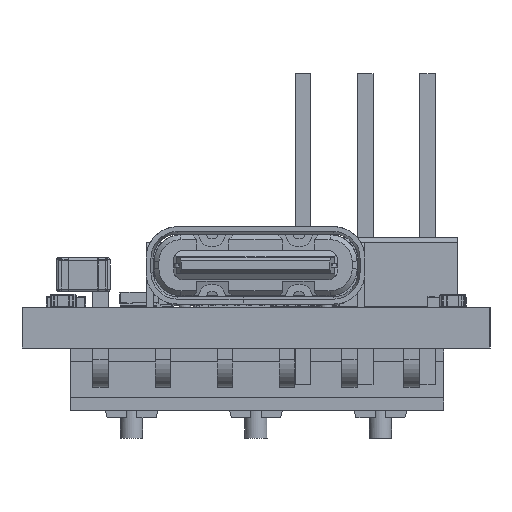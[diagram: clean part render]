
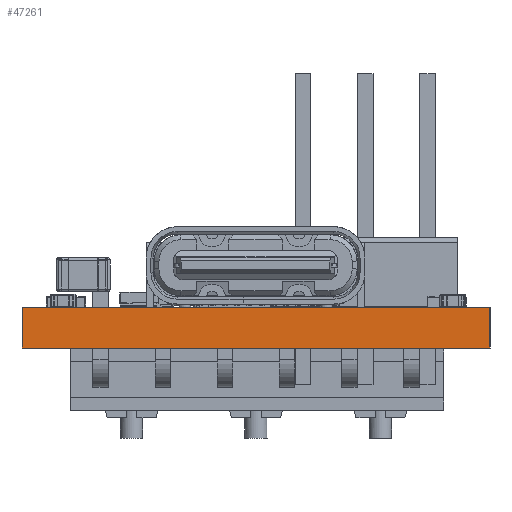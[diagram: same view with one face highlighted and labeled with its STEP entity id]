
A CAD part, left-side view. The second image highlights one B-rep face of the part: STEP entity #47261.
In plain terms, the highlighted planar face has unit normal (-1, 0, 0).
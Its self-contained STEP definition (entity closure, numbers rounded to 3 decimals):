
#4883=FACE_OUTER_BOUND('',#7415,.T.);
#7415=EDGE_LOOP('',(#42862,#42863,#42864,#42865));
#12941=LINE('',#78108,#18433);
#12949=LINE('',#78123,#18441);
#12950=LINE('',#78125,#18442);
#12951=LINE('',#78126,#18443);
#18433=VECTOR('',#63897,10.);
#18441=VECTOR('',#63909,10.);
#18442=VECTOR('',#63912,10.);
#18443=VECTOR('',#63913,10.);
#22791=VERTEX_POINT('',#78105);
#22792=VERTEX_POINT('',#78107);
#22796=VERTEX_POINT('',#78119);
#22797=VERTEX_POINT('',#78121);
#29493=EDGE_CURVE('',#22791,#22792,#12941,.T.);
#29501=EDGE_CURVE('',#22796,#22797,#12949,.T.);
#29502=EDGE_CURVE('',#22791,#22796,#12950,.T.);
#29503=EDGE_CURVE('',#22792,#22797,#12951,.T.);
#42862=ORIENTED_EDGE('',*,*,#29502,.T.);
#42863=ORIENTED_EDGE('',*,*,#29501,.T.);
#42864=ORIENTED_EDGE('',*,*,#29503,.F.);
#42865=ORIENTED_EDGE('',*,*,#29493,.F.);
#44783=PLANE('',#51096);
#47261=ADVANCED_FACE('',(#4883),#44783,.T.);
#51096=AXIS2_PLACEMENT_3D('',#78124,#63910,#63911);
#63897=DIRECTION('',(0.,0.,1.));
#63909=DIRECTION('',(0.,0.,1.));
#63910=DIRECTION('center_axis',(-1.,0.,0.));
#63911=DIRECTION('ref_axis',(0.,-1.,0.));
#63912=DIRECTION('',(0.,-1.,0.));
#63913=DIRECTION('',(0.,-1.,0.));
#78105=CARTESIAN_POINT('',(0.,19.11,-1.652));
#78107=CARTESIAN_POINT('',(0.,19.11,-0.002));
#78108=CARTESIAN_POINT('',(0.,19.11,-1.652));
#78119=CARTESIAN_POINT('',(0.,0.,-1.652));
#78121=CARTESIAN_POINT('',(0.,0.,-0.002));
#78123=CARTESIAN_POINT('',(0.,0.,-1.652));
#78124=CARTESIAN_POINT('Origin',(0.,19.11,-1.652));
#78125=CARTESIAN_POINT('',(0.,19.11,-1.652));
#78126=CARTESIAN_POINT('',(0.,19.11,-0.002));
